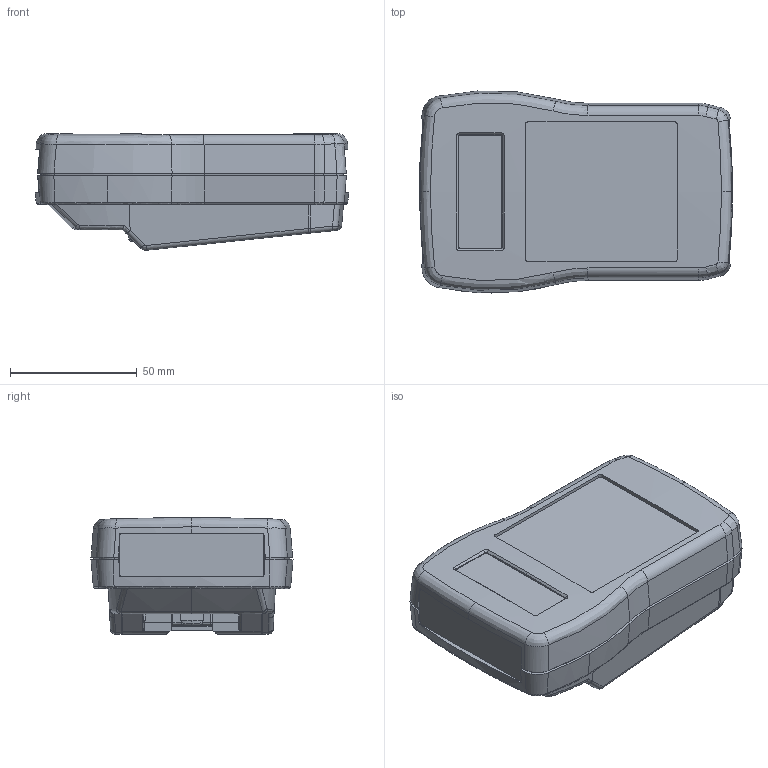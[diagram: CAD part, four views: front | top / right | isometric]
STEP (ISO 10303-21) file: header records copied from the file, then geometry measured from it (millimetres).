
FILE_DESCRIPTION (( 'STEP AP214' ), '1' );
FILE_NAME ('27010210.STEP', '2023-04-14T06:28:07', ( 'Ifina' ), ( 'Ifina' ), 'SwSTEP 2.0', 'SolidWorks 2020', '' );
FILE_SCHEMA (( 'AUTOMOTIVE_DESIGN' ));
Length unit declared in the file: millimetre
Products named in the file (7): 41079; 38006; 37010; 41080; 41095_Rohteil; 82344; 27010210
Assembly tree (7 placements, depth 2):
  27010210
    38006
    37010
    41079
    41095_Rohteil  x2
    41080
    82344
Bounding box: 123.81 x 79.85 x 46.08 mm (x, y, z)
Volume: 78878.8 mm3; surface area: 89566.9 mm2
Topology: 7 solids, 7 shells, 1128 faces, 3184 edges, 2074 vertices
Faces by surface type: plane 616, cylinder 254, bspline 190, cone 65, sphere 2, torus 1
Entity records: 43427 total; most frequent: CARTESIAN_POINT 17200, ORIENTED_EDGE 6264, DIRECTION 4010, EDGE_CURVE 3132, VERTEX_POINT 2042, LINE 1752, VECTOR 1752, EDGE_LOOP 1154
